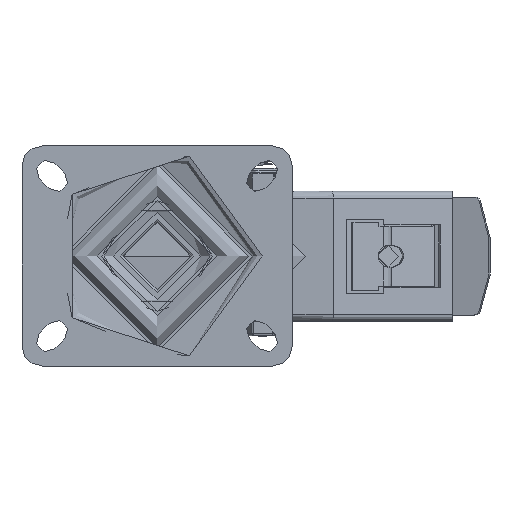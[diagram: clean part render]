
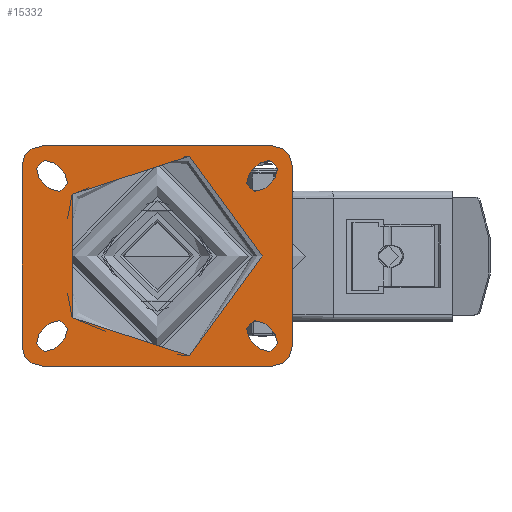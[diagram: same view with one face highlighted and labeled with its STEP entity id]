
A CAD part, top view. The second image highlights one B-rep face of the part: STEP entity #15332.
In plain terms, the highlighted planar face has unit normal (0, 0, 1).
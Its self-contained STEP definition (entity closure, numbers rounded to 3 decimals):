
#736=FACE_BOUND('',#2859,.T.);
#737=FACE_BOUND('',#2860,.T.);
#738=FACE_BOUND('',#2861,.T.);
#739=FACE_BOUND('',#2862,.T.);
#740=FACE_BOUND('',#2863,.T.);
#840=PLANE('',#16583);
#1902=FACE_OUTER_BOUND('',#2858,.T.);
#2858=EDGE_LOOP('',(#10683,#10684,#10685,#10686,#10687,#10688,#10689,#10690));
#2859=EDGE_LOOP('',(#10691));
#2860=EDGE_LOOP('',(#10692,#10693,#10694,#10695));
#2861=EDGE_LOOP('',(#10696,#10697,#10698,#10699));
#2862=EDGE_LOOP('',(#10700,#10701,#10702,#10703));
#2863=EDGE_LOOP('',(#10704,#10705,#10706,#10707));
#3867=LINE('',#25241,#4807);
#3868=LINE('',#25242,#4808);
#3869=LINE('',#25243,#4809);
#3870=LINE('',#25244,#4810);
#3871=LINE('',#25245,#4811);
#3872=LINE('',#25246,#4812);
#3873=LINE('',#25247,#4813);
#3874=LINE('',#25248,#4814);
#3875=LINE('',#25249,#4815);
#3876=LINE('',#25250,#4816);
#3877=LINE('',#25251,#4817);
#3878=LINE('',#25252,#4818);
#4807=VECTOR('',#18472,1000.);
#4808=VECTOR('',#18473,1000.);
#4809=VECTOR('',#18474,1000.);
#4810=VECTOR('',#18475,1000.);
#4811=VECTOR('',#18476,1000.);
#4812=VECTOR('',#18477,1000.);
#4813=VECTOR('',#18478,1000.);
#4814=VECTOR('',#18479,1000.);
#4815=VECTOR('',#18480,1000.);
#4816=VECTOR('',#18481,1000.);
#4817=VECTOR('',#18482,1000.);
#4818=VECTOR('',#18483,1000.);
#5673=CIRCLE('',#16427,5.5);
#5676=CIRCLE('',#16431,5.5);
#5677=CIRCLE('',#16433,5.5);
#5680=CIRCLE('',#16437,5.5);
#5681=CIRCLE('',#16439,5.5);
#5684=CIRCLE('',#16443,5.5);
#5685=CIRCLE('',#16445,5.5);
#5688=CIRCLE('',#16449,5.5);
#5689=CIRCLE('',#16451,10.);
#5691=CIRCLE('',#16454,10.);
#5693=CIRCLE('',#16457,10.);
#5695=CIRCLE('',#16460,10.);
#5702=CIRCLE('',#16469,52.494);
#6490=VERTEX_POINT('',#22323);
#6491=VERTEX_POINT('',#22324);
#6496=VERTEX_POINT('',#22335);
#6497=VERTEX_POINT('',#22337);
#6498=VERTEX_POINT('',#22341);
#6499=VERTEX_POINT('',#22342);
#6504=VERTEX_POINT('',#22353);
#6505=VERTEX_POINT('',#22355);
#6506=VERTEX_POINT('',#22359);
#6507=VERTEX_POINT('',#22360);
#6512=VERTEX_POINT('',#22371);
#6513=VERTEX_POINT('',#22373);
#6514=VERTEX_POINT('',#22377);
#6515=VERTEX_POINT('',#22378);
#6520=VERTEX_POINT('',#22389);
#6521=VERTEX_POINT('',#22391);
#6522=VERTEX_POINT('',#22395);
#6523=VERTEX_POINT('',#22396);
#6526=VERTEX_POINT('',#22404);
#6527=VERTEX_POINT('',#22405);
#6530=VERTEX_POINT('',#22413);
#6531=VERTEX_POINT('',#22414);
#6534=VERTEX_POINT('',#22422);
#6535=VERTEX_POINT('',#22423);
#6541=VERTEX_POINT('',#22439);
#7967=EDGE_CURVE('',#6490,#6491,#5673,.T.);
#7973=EDGE_CURVE('',#6497,#6496,#5676,.T.);
#7975=EDGE_CURVE('',#6498,#6499,#5677,.T.);
#7981=EDGE_CURVE('',#6505,#6504,#5680,.T.);
#7983=EDGE_CURVE('',#6506,#6507,#5681,.T.);
#7989=EDGE_CURVE('',#6513,#6512,#5684,.T.);
#7991=EDGE_CURVE('',#6514,#6515,#5685,.T.);
#7997=EDGE_CURVE('',#6521,#6520,#5688,.T.);
#7999=EDGE_CURVE('',#6522,#6523,#5689,.F.);
#8003=EDGE_CURVE('',#6526,#6527,#5691,.F.);
#8007=EDGE_CURVE('',#6530,#6531,#5693,.F.);
#8011=EDGE_CURVE('',#6534,#6535,#5695,.F.);
#8020=EDGE_CURVE('',#6541,#6541,#5702,.T.);
#8166=EDGE_CURVE('',#6527,#6530,#3867,.F.);
#8167=EDGE_CURVE('',#6523,#6526,#3868,.F.);
#8168=EDGE_CURVE('',#6535,#6522,#3869,.F.);
#8169=EDGE_CURVE('',#6531,#6534,#3870,.F.);
#8170=EDGE_CURVE('',#6499,#6505,#3871,.T.);
#8171=EDGE_CURVE('',#6504,#6498,#3872,.T.);
#8172=EDGE_CURVE('',#6491,#6497,#3873,.T.);
#8173=EDGE_CURVE('',#6496,#6490,#3874,.T.);
#8174=EDGE_CURVE('',#6507,#6513,#3875,.T.);
#8175=EDGE_CURVE('',#6512,#6506,#3876,.T.);
#8176=EDGE_CURVE('',#6515,#6521,#3877,.T.);
#8177=EDGE_CURVE('',#6520,#6514,#3878,.T.);
#10683=ORIENTED_EDGE('',*,*,#8007,.F.);
#10684=ORIENTED_EDGE('',*,*,#8166,.F.);
#10685=ORIENTED_EDGE('',*,*,#8003,.F.);
#10686=ORIENTED_EDGE('',*,*,#8167,.F.);
#10687=ORIENTED_EDGE('',*,*,#7999,.F.);
#10688=ORIENTED_EDGE('',*,*,#8168,.F.);
#10689=ORIENTED_EDGE('',*,*,#8011,.F.);
#10690=ORIENTED_EDGE('',*,*,#8169,.F.);
#10691=ORIENTED_EDGE('',*,*,#8020,.F.);
#10692=ORIENTED_EDGE('',*,*,#7975,.T.);
#10693=ORIENTED_EDGE('',*,*,#8170,.T.);
#10694=ORIENTED_EDGE('',*,*,#7981,.T.);
#10695=ORIENTED_EDGE('',*,*,#8171,.T.);
#10696=ORIENTED_EDGE('',*,*,#7967,.T.);
#10697=ORIENTED_EDGE('',*,*,#8172,.T.);
#10698=ORIENTED_EDGE('',*,*,#7973,.T.);
#10699=ORIENTED_EDGE('',*,*,#8173,.T.);
#10700=ORIENTED_EDGE('',*,*,#7983,.T.);
#10701=ORIENTED_EDGE('',*,*,#8174,.T.);
#10702=ORIENTED_EDGE('',*,*,#7989,.T.);
#10703=ORIENTED_EDGE('',*,*,#8175,.T.);
#10704=ORIENTED_EDGE('',*,*,#7991,.T.);
#10705=ORIENTED_EDGE('',*,*,#8176,.T.);
#10706=ORIENTED_EDGE('',*,*,#7997,.T.);
#10707=ORIENTED_EDGE('',*,*,#8177,.T.);
#15332=ADVANCED_FACE('',(#1902,#736,#737,#738,#739,#740),#840,.T.);
#16427=AXIS2_PLACEMENT_3D('',#22325,#18084,#18085);
#16431=AXIS2_PLACEMENT_3D('',#22338,#18095,#18096);
#16433=AXIS2_PLACEMENT_3D('',#22343,#18100,#18101);
#16437=AXIS2_PLACEMENT_3D('',#22356,#18111,#18112);
#16439=AXIS2_PLACEMENT_3D('',#22361,#18116,#18117);
#16443=AXIS2_PLACEMENT_3D('',#22374,#18127,#18128);
#16445=AXIS2_PLACEMENT_3D('',#22379,#18132,#18133);
#16449=AXIS2_PLACEMENT_3D('',#22392,#18143,#18144);
#16451=AXIS2_PLACEMENT_3D('',#22397,#18148,#18149);
#16454=AXIS2_PLACEMENT_3D('',#22406,#18156,#18157);
#16457=AXIS2_PLACEMENT_3D('',#22415,#18164,#18165);
#16460=AXIS2_PLACEMENT_3D('',#22424,#18172,#18173);
#16469=AXIS2_PLACEMENT_3D('',#22441,#18192,#18193);
#16583=AXIS2_PLACEMENT_3D('',#25240,#18470,#18471);
#18084=DIRECTION('center_axis',(0.,0.,-1.));
#18085=DIRECTION('ref_axis',(1.,0.,0.));
#18095=DIRECTION('center_axis',(0.,0.,-1.));
#18096=DIRECTION('ref_axis',(1.,0.,0.));
#18100=DIRECTION('center_axis',(0.,0.,-1.));
#18101=DIRECTION('ref_axis',(1.,0.,0.));
#18111=DIRECTION('center_axis',(0.,0.,-1.));
#18112=DIRECTION('ref_axis',(1.,0.,0.));
#18116=DIRECTION('center_axis',(0.,0.,-1.));
#18117=DIRECTION('ref_axis',(-1.,0.,0.));
#18127=DIRECTION('center_axis',(0.,0.,-1.));
#18128=DIRECTION('ref_axis',(-1.,0.,0.));
#18132=DIRECTION('center_axis',(0.,0.,-1.));
#18133=DIRECTION('ref_axis',(-1.,0.,0.));
#18143=DIRECTION('center_axis',(0.,0.,-1.));
#18144=DIRECTION('ref_axis',(-1.,0.,0.));
#18148=DIRECTION('center_axis',(0.,0.,1.));
#18149=DIRECTION('ref_axis',(0.707,0.707,0.));
#18156=DIRECTION('center_axis',(0.,0.,1.));
#18157=DIRECTION('ref_axis',(0.707,-0.707,0.));
#18164=DIRECTION('center_axis',(0.,0.,1.));
#18165=DIRECTION('ref_axis',(-0.707,-0.707,0.));
#18172=DIRECTION('center_axis',(0.,0.,1.));
#18173=DIRECTION('ref_axis',(-0.707,0.707,0.));
#18192=DIRECTION('center_axis',(0.,0.,1.));
#18193=DIRECTION('ref_axis',(-1.,0.,0.));
#18470=DIRECTION('center_axis',(0.,0.,1.));
#18471=DIRECTION('ref_axis',(1.,0.,0.));
#18472=DIRECTION('',(1.,0.,0.));
#18473=DIRECTION('',(0.,1.,0.));
#18474=DIRECTION('',(-1.,0.,0.));
#18475=DIRECTION('',(0.,-1.,0.));
#18476=DIRECTION('',(-0.707,-0.707,0.));
#18477=DIRECTION('',(0.707,0.707,0.));
#18478=DIRECTION('',(-0.707,0.707,0.));
#18479=DIRECTION('',(0.707,-0.707,0.));
#18480=DIRECTION('',(0.707,0.707,0.));
#18481=DIRECTION('',(-0.707,-0.707,0.));
#18482=DIRECTION('',(0.707,-0.707,0.));
#18483=DIRECTION('',(-0.707,0.707,0.));
#22323=CARTESIAN_POINT('',(-46.136,41.414,0.));
#22324=CARTESIAN_POINT('',(-53.914,33.636,0.));
#22325=CARTESIAN_POINT('Origin',(-50.025,37.525,0.));
#22335=CARTESIAN_POINT('',(-51.086,46.364,0.));
#22337=CARTESIAN_POINT('',(-58.864,38.586,0.));
#22338=CARTESIAN_POINT('Origin',(-54.975,42.475,0.));
#22341=CARTESIAN_POINT('',(-53.914,-33.636,0.));
#22342=CARTESIAN_POINT('',(-46.136,-41.414,0.));
#22343=CARTESIAN_POINT('Origin',(-50.025,-37.525,0.));
#22353=CARTESIAN_POINT('',(-58.864,-38.586,0.));
#22355=CARTESIAN_POINT('',(-51.086,-46.364,0.));
#22356=CARTESIAN_POINT('Origin',(-54.975,-42.475,0.));
#22359=CARTESIAN_POINT('',(53.914,33.636,0.));
#22360=CARTESIAN_POINT('',(46.136,41.414,0.));
#22361=CARTESIAN_POINT('Origin',(50.025,37.525,0.));
#22371=CARTESIAN_POINT('',(58.864,38.586,0.));
#22373=CARTESIAN_POINT('',(51.086,46.364,0.));
#22374=CARTESIAN_POINT('Origin',(54.975,42.475,0.));
#22377=CARTESIAN_POINT('',(46.136,-41.414,0.));
#22378=CARTESIAN_POINT('',(53.914,-33.636,0.));
#22379=CARTESIAN_POINT('Origin',(50.025,-37.525,0.));
#22389=CARTESIAN_POINT('',(51.086,-46.364,0.));
#22391=CARTESIAN_POINT('',(58.864,-38.586,0.));
#22392=CARTESIAN_POINT('Origin',(54.975,-42.475,0.));
#22395=CARTESIAN_POINT('',(57.5,55.,0.));
#22396=CARTESIAN_POINT('',(67.5,45.,0.));
#22397=CARTESIAN_POINT('Origin',(57.5,45.,0.));
#22404=CARTESIAN_POINT('',(67.5,-45.,0.));
#22405=CARTESIAN_POINT('',(57.5,-55.,0.));
#22406=CARTESIAN_POINT('Origin',(57.5,-45.,0.));
#22413=CARTESIAN_POINT('',(-57.5,-55.,0.));
#22414=CARTESIAN_POINT('',(-67.5,-45.,0.));
#22415=CARTESIAN_POINT('Origin',(-57.5,-45.,0.));
#22422=CARTESIAN_POINT('',(-67.5,45.,0.));
#22423=CARTESIAN_POINT('',(-57.5,55.,0.));
#22424=CARTESIAN_POINT('Origin',(-57.5,45.,0.));
#22439=CARTESIAN_POINT('',(52.494,0.,0.));
#22441=CARTESIAN_POINT('Origin',(0.,0.,0.));
#25240=CARTESIAN_POINT('Origin',(0.,0.,0.));
#25241=CARTESIAN_POINT('',(0.,-55.,0.));
#25242=CARTESIAN_POINT('',(67.5,0.,0.));
#25243=CARTESIAN_POINT('',(0.,55.,0.));
#25244=CARTESIAN_POINT('',(-67.5,0.,0.));
#25245=CARTESIAN_POINT('',(-25.486,-20.764,0.));
#25246=CARTESIAN_POINT('',(-33.264,-12.986,0.));
#25247=CARTESIAN_POINT('',(-33.264,12.986,0.));
#25248=CARTESIAN_POINT('',(-25.486,20.764,0.));
#25249=CARTESIAN_POINT('',(25.486,20.764,0.));
#25250=CARTESIAN_POINT('',(33.264,12.986,0.));
#25251=CARTESIAN_POINT('',(33.264,-12.986,0.));
#25252=CARTESIAN_POINT('',(25.486,-20.764,0.));
